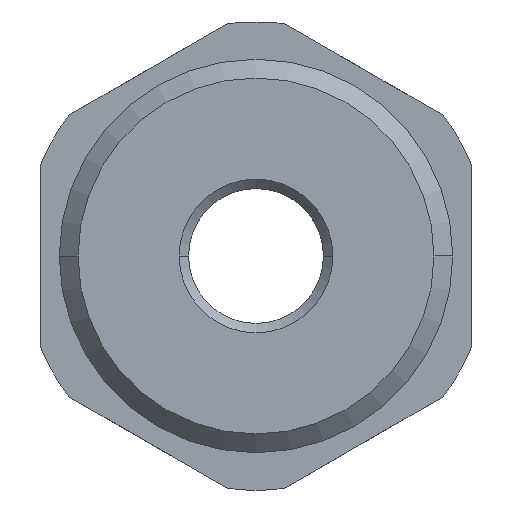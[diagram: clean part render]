
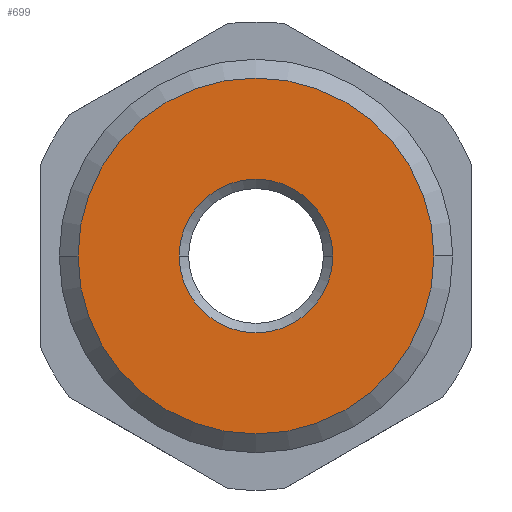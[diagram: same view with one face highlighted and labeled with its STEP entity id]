
A CAD part, left-side view. The second image highlights one B-rep face of the part: STEP entity #699.
In plain terms, the highlighted planar face has unit normal (-1, 0, 0).
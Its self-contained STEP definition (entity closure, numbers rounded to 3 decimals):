
#8 = EDGE_CURVE ( 'NONE', #584, #337, #711, .T. ) ;
#251 = ORIENTED_EDGE ( 'NONE', *, *, #8, .T. ) ;
#295 = CARTESIAN_POINT ( 'NONE',  ( -24.7, 9.5, 0. ) ) ;
#337 = VERTEX_POINT ( 'NONE', #736 ) ;
#379 = CARTESIAN_POINT ( 'NONE',  ( -24.7, -9.5, 0. ) ) ;
#386 = EDGE_LOOP ( 'NONE', ( #1334, #251 ) ) ;
#394 = DIRECTION ( 'NONE',  ( 0., 1., 0. ) ) ;
#397 = DIRECTION ( 'NONE',  ( 0., -1., 0. ) ) ;
#410 = EDGE_CURVE ( 'NONE', #809, #1300, #1223, .T. ) ;
#414 = DIRECTION ( 'NONE',  ( 1., 0., 0. ) ) ;
#421 = DIRECTION ( 'NONE',  ( 0., 1., 0. ) ) ;
#512 = FACE_OUTER_BOUND ( 'NONE', #769, .T. ) ;
#554 = DIRECTION ( 'NONE',  ( 0., 1., 0. ) ) ;
#584 = VERTEX_POINT ( 'NONE', #1099 ) ;
#608 = DIRECTION ( 'NONE',  ( -1., 0., 0. ) ) ;
#646 = AXIS2_PLACEMENT_3D ( 'NONE', #1025, #1126, #394 ) ;
#650 = CARTESIAN_POINT ( 'NONE',  ( -24.7, 0., 0. ) ) ;
#696 = CIRCLE ( 'NONE', #726, 4.1 ) ;
#699 = ADVANCED_FACE ( 'NONE', ( #796, #512 ), #808, .T. ) ;
#711 = CIRCLE ( 'NONE', #646, 4.1 ) ;
#726 = AXIS2_PLACEMENT_3D ( 'NONE', #650, #849, #966 ) ;
#736 = CARTESIAN_POINT ( 'NONE',  ( -24.7, -4.1, 0. ) ) ;
#741 = CARTESIAN_POINT ( 'NONE',  ( -24.7, 9.5, 0. ) ) ;
#745 = ORIENTED_EDGE ( 'NONE', *, *, #410, .F. ) ;
#769 = EDGE_LOOP ( 'NONE', ( #745, #771 ) ) ;
#771 = ORIENTED_EDGE ( 'NONE', *, *, #816, .F. ) ;
#796 = FACE_BOUND ( 'NONE', #386, .T. ) ;
#808 = PLANE ( 'NONE',  #1004 ) ;
#809 = VERTEX_POINT ( 'NONE', #741 ) ;
#816 = EDGE_CURVE ( 'NONE', #1300, #809, #942, .T. ) ;
#849 = DIRECTION ( 'NONE',  ( 1., 0., 0. ) ) ;
#936 = EDGE_CURVE ( 'NONE', #337, #584, #696, .T. ) ;
#942 = CIRCLE ( 'NONE', #1228, 9.5 ) ;
#966 = DIRECTION ( 'NONE',  ( 0., 1., 0. ) ) ;
#1004 = AXIS2_PLACEMENT_3D ( 'NONE', #295, #608, #397 ) ;
#1025 = CARTESIAN_POINT ( 'NONE',  ( -24.7, 0., 0. ) ) ;
#1052 = CARTESIAN_POINT ( 'NONE',  ( -24.7, 0., 0. ) ) ;
#1099 = CARTESIAN_POINT ( 'NONE',  ( -24.7, 4.1, 0. ) ) ;
#1126 = DIRECTION ( 'NONE',  ( 1., 0., 0. ) ) ;
#1202 = CARTESIAN_POINT ( 'NONE',  ( -24.7, 0., 0. ) ) ;
#1223 = CIRCLE ( 'NONE', #1243, 9.5 ) ;
#1228 = AXIS2_PLACEMENT_3D ( 'NONE', #1052, #414, #421 ) ;
#1243 = AXIS2_PLACEMENT_3D ( 'NONE', #1202, #1296, #554 ) ;
#1296 = DIRECTION ( 'NONE',  ( 1., 0., 0. ) ) ;
#1300 = VERTEX_POINT ( 'NONE', #379 ) ;
#1334 = ORIENTED_EDGE ( 'NONE', *, *, #936, .T. ) ;
